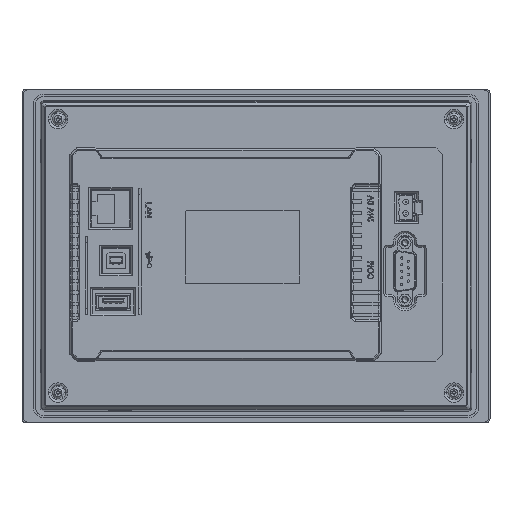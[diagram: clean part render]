
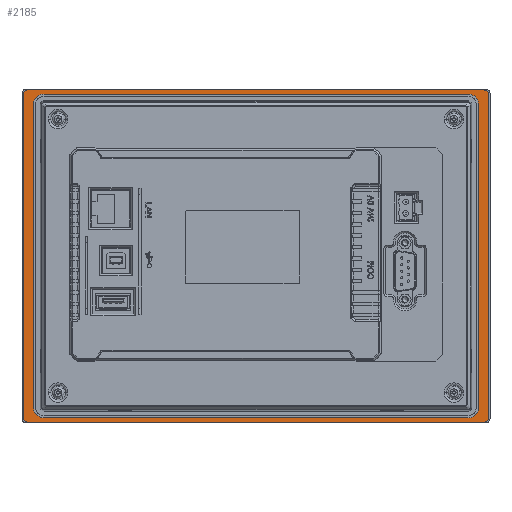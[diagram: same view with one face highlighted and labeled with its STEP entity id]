
A CAD part, top view. The second image highlights one B-rep face of the part: STEP entity #2185.
In plain terms, the highlighted planar face has unit normal (0, 0, 1).
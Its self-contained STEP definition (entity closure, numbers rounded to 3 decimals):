
#433=FACE_BOUND('',#7972,.T.);
#2185=ADVANCED_FACE('',(#5018,#433),#47149,.T.);
#5018=FACE_OUTER_BOUND('',#7971,.T.);
#7971=EDGE_LOOP('',(#18444,#18445,#18446,#18447,#18448,#18449,#18450,#18451));
#7972=EDGE_LOOP('',(#18452,#18453,#18454,#18455,#18456,#18457,#18458,#18459));
#18444=ORIENTED_EDGE('',*,*,#29360,.F.);
#18445=ORIENTED_EDGE('',*,*,#29348,.F.);
#18446=ORIENTED_EDGE('',*,*,#29361,.F.);
#18447=ORIENTED_EDGE('',*,*,#29345,.T.);
#18448=ORIENTED_EDGE('',*,*,#29362,.F.);
#18449=ORIENTED_EDGE('',*,*,#29342,.T.);
#18450=ORIENTED_EDGE('',*,*,#29363,.F.);
#18451=ORIENTED_EDGE('',*,*,#29339,.T.);
#18452=ORIENTED_EDGE('',*,*,#29353,.F.);
#18453=ORIENTED_EDGE('',*,*,#29354,.F.);
#18454=ORIENTED_EDGE('',*,*,#29355,.F.);
#18455=ORIENTED_EDGE('',*,*,#29356,.F.);
#18456=ORIENTED_EDGE('',*,*,#29357,.F.);
#18457=ORIENTED_EDGE('',*,*,#29358,.F.);
#18458=ORIENTED_EDGE('',*,*,#29359,.F.);
#18459=ORIENTED_EDGE('',*,*,#29352,.F.);
#29339=EDGE_CURVE('',#43300,#43299,#37498,.T.);
#29342=EDGE_CURVE('',#43302,#43301,#37501,.T.);
#29345=EDGE_CURVE('',#43304,#43303,#37504,.T.);
#29348=EDGE_CURVE('',#43305,#43298,#37507,.T.);
#29352=EDGE_CURVE('',#43306,#43307,#33164,.T.);
#29353=EDGE_CURVE('',#43308,#43306,#37511,.T.);
#29354=EDGE_CURVE('',#43309,#43308,#33165,.T.);
#29355=EDGE_CURVE('',#43310,#43309,#37512,.T.);
#29356=EDGE_CURVE('',#43311,#43310,#33166,.T.);
#29357=EDGE_CURVE('',#43312,#43311,#37513,.T.);
#29358=EDGE_CURVE('',#43313,#43312,#33167,.T.);
#29359=EDGE_CURVE('',#43307,#43313,#37514,.T.);
#29360=EDGE_CURVE('',#43298,#43299,#33168,.T.);
#29361=EDGE_CURVE('',#43304,#43305,#33169,.T.);
#29362=EDGE_CURVE('',#43302,#43303,#33170,.T.);
#29363=EDGE_CURVE('',#43300,#43301,#33171,.T.);
#33164=(
BOUNDED_CURVE()
B_SPLINE_CURVE(2,(#83536,#83537,#83538),.UNSPECIFIED.,.F.,.F.)
B_SPLINE_CURVE_WITH_KNOTS((3,3),(-7.461,0.),.UNSPECIFIED.)
CURVE()
GEOMETRIC_REPRESENTATION_ITEM()
RATIONAL_B_SPLINE_CURVE((1.,0.707,1.))
REPRESENTATION_ITEM('')
);
#33165=(
BOUNDED_CURVE()
B_SPLINE_CURVE(2,(#83541,#83542,#83543),.UNSPECIFIED.,.F.,.F.)
B_SPLINE_CURVE_WITH_KNOTS((3,3),(-7.461,0.),.UNSPECIFIED.)
CURVE()
GEOMETRIC_REPRESENTATION_ITEM()
RATIONAL_B_SPLINE_CURVE((1.,0.707,1.))
REPRESENTATION_ITEM('')
);
#33166=(
BOUNDED_CURVE()
B_SPLINE_CURVE(2,(#83546,#83547,#83548),.UNSPECIFIED.,.F.,.F.)
B_SPLINE_CURVE_WITH_KNOTS((3,3),(-7.461,0.),.UNSPECIFIED.)
CURVE()
GEOMETRIC_REPRESENTATION_ITEM()
RATIONAL_B_SPLINE_CURVE((1.,0.707,1.))
REPRESENTATION_ITEM('')
);
#33167=(
BOUNDED_CURVE()
B_SPLINE_CURVE(2,(#83551,#83552,#83553),.UNSPECIFIED.,.F.,.F.)
B_SPLINE_CURVE_WITH_KNOTS((3,3),(-7.461,0.),.UNSPECIFIED.)
CURVE()
GEOMETRIC_REPRESENTATION_ITEM()
RATIONAL_B_SPLINE_CURVE((1.,0.707,1.))
REPRESENTATION_ITEM('')
);
#33168=(
BOUNDED_CURVE()
B_SPLINE_CURVE(2,(#83556,#83557,#83558),.UNSPECIFIED.,.F.,.F.)
B_SPLINE_CURVE_WITH_KNOTS((3,3),(-3.142,0.),.UNSPECIFIED.)
CURVE()
GEOMETRIC_REPRESENTATION_ITEM()
RATIONAL_B_SPLINE_CURVE((1.,0.707,1.))
REPRESENTATION_ITEM('')
);
#33169=(
BOUNDED_CURVE()
B_SPLINE_CURVE(2,(#83559,#83560,#83561),.UNSPECIFIED.,.F.,.F.)
B_SPLINE_CURVE_WITH_KNOTS((3,3),(-3.142,0.),.UNSPECIFIED.)
CURVE()
GEOMETRIC_REPRESENTATION_ITEM()
RATIONAL_B_SPLINE_CURVE((1.,0.707,1.))
REPRESENTATION_ITEM('')
);
#33170=(
BOUNDED_CURVE()
B_SPLINE_CURVE(2,(#83562,#83563,#83564),.UNSPECIFIED.,.F.,.F.)
B_SPLINE_CURVE_WITH_KNOTS((3,3),(-3.142,0.),.UNSPECIFIED.)
CURVE()
GEOMETRIC_REPRESENTATION_ITEM()
RATIONAL_B_SPLINE_CURVE((1.,0.707,1.))
REPRESENTATION_ITEM('')
);
#33171=(
BOUNDED_CURVE()
B_SPLINE_CURVE(2,(#83565,#83566,#83567),.UNSPECIFIED.,.F.,.F.)
B_SPLINE_CURVE_WITH_KNOTS((3,3),(-3.142,0.),.UNSPECIFIED.)
CURVE()
GEOMETRIC_REPRESENTATION_ITEM()
RATIONAL_B_SPLINE_CURVE((1.,0.707,1.))
REPRESENTATION_ITEM('')
);
#37498=B_SPLINE_CURVE_WITH_KNOTS('',1,(#83510,#83511),.UNSPECIFIED.,.F.,
 .F.,(2,2),(-200.83,0.),.UNSPECIFIED.);
#37501=B_SPLINE_CURVE_WITH_KNOTS('',1,(#83516,#83517),.UNSPECIFIED.,.F.,
 .F.,(2,2),(-142.181,0.),.UNSPECIFIED.);
#37504=B_SPLINE_CURVE_WITH_KNOTS('',1,(#83522,#83523),.UNSPECIFIED.,.F.,
 .F.,(2,2),(-200.83,0.),.UNSPECIFIED.);
#37507=B_SPLINE_CURVE_WITH_KNOTS('',1,(#83528,#83529),.UNSPECIFIED.,.F.,
 .F.,(2,2),(0.,142.181),.UNSPECIFIED.);
#37511=B_SPLINE_CURVE_WITH_KNOTS('',1,(#83539,#83540),.UNSPECIFIED.,.F.,
 .F.,(2,2),(-186.579,0.),.UNSPECIFIED.);
#37512=B_SPLINE_CURVE_WITH_KNOTS('',1,(#83544,#83545),.UNSPECIFIED.,.F.,
 .F.,(2,2),(-133.081,0.),.UNSPECIFIED.);
#37513=B_SPLINE_CURVE_WITH_KNOTS('',1,(#83549,#83550),.UNSPECIFIED.,.F.,
 .F.,(2,2),(-186.579,0.),.UNSPECIFIED.);
#37514=B_SPLINE_CURVE_WITH_KNOTS('',1,(#83554,#83555),.UNSPECIFIED.,.F.,
 .F.,(2,2),(-133.081,0.),.UNSPECIFIED.);
#43298=VERTEX_POINT('',#83102);
#43299=VERTEX_POINT('',#83103);
#43300=VERTEX_POINT('',#83104);
#43301=VERTEX_POINT('',#83105);
#43302=VERTEX_POINT('',#83106);
#43303=VERTEX_POINT('',#83107);
#43304=VERTEX_POINT('',#83108);
#43305=VERTEX_POINT('',#83109);
#43306=VERTEX_POINT('',#83110);
#43307=VERTEX_POINT('',#83111);
#43308=VERTEX_POINT('',#83112);
#43309=VERTEX_POINT('',#83113);
#43310=VERTEX_POINT('',#83114);
#43311=VERTEX_POINT('',#83115);
#43312=VERTEX_POINT('',#83116);
#43313=VERTEX_POINT('',#83117);
#47149=PLANE('',#49326);
#49326=AXIS2_PLACEMENT_3D('',#80332,#51452,$);
#51452=DIRECTION('',(0.,0.,1.));
#80332=CARTESIAN_POINT('',(-123.523,88.328,7.31));
#83102=CARTESIAN_POINT('',(102.4,-71.081,7.31));
#83103=CARTESIAN_POINT('',(100.4,-73.081,7.31));
#83104=CARTESIAN_POINT('',(-100.43,-73.081,7.31));
#83105=CARTESIAN_POINT('',(-102.43,-71.081,7.31));
#83106=CARTESIAN_POINT('',(-102.43,71.1,7.31));
#83107=CARTESIAN_POINT('',(-100.43,73.1,7.31));
#83108=CARTESIAN_POINT('',(100.4,73.1,7.31));
#83109=CARTESIAN_POINT('',(102.4,71.1,7.31));
#83110=CARTESIAN_POINT('',(93.274,-71.281,7.31));
#83111=CARTESIAN_POINT('',(98.024,-66.531,7.31));
#83112=CARTESIAN_POINT('',(-93.305,-71.281,7.31));
#83113=CARTESIAN_POINT('',(-98.055,-66.531,7.31));
#83114=CARTESIAN_POINT('',(-98.055,66.55,7.31));
#83115=CARTESIAN_POINT('',(-93.305,71.3,7.31));
#83116=CARTESIAN_POINT('',(93.274,71.3,7.31));
#83117=CARTESIAN_POINT('',(98.024,66.55,7.31));
#83510=CARTESIAN_POINT('',(-100.43,-73.081,7.31));
#83511=CARTESIAN_POINT('',(100.4,-73.081,7.31));
#83516=CARTESIAN_POINT('',(-102.43,71.1,7.31));
#83517=CARTESIAN_POINT('',(-102.43,-71.081,7.31));
#83522=CARTESIAN_POINT('',(100.4,73.1,7.31));
#83523=CARTESIAN_POINT('',(-100.43,73.1,7.31));
#83528=CARTESIAN_POINT('',(102.4,71.1,7.31));
#83529=CARTESIAN_POINT('',(102.4,-71.081,7.31));
#83536=CARTESIAN_POINT('',(93.274,-71.281,7.31));
#83537=CARTESIAN_POINT('',(98.024,-71.281,7.31));
#83538=CARTESIAN_POINT('',(98.024,-66.531,7.31));
#83539=CARTESIAN_POINT('',(-93.305,-71.281,7.31));
#83540=CARTESIAN_POINT('',(93.274,-71.281,7.31));
#83541=CARTESIAN_POINT('',(-98.055,-66.531,7.31));
#83542=CARTESIAN_POINT('',(-98.055,-71.281,7.31));
#83543=CARTESIAN_POINT('',(-93.305,-71.281,7.31));
#83544=CARTESIAN_POINT('',(-98.055,66.55,7.31));
#83545=CARTESIAN_POINT('',(-98.055,-66.531,7.31));
#83546=CARTESIAN_POINT('',(-93.305,71.3,7.31));
#83547=CARTESIAN_POINT('',(-98.055,71.3,7.31));
#83548=CARTESIAN_POINT('',(-98.055,66.55,7.31));
#83549=CARTESIAN_POINT('',(93.274,71.3,7.31));
#83550=CARTESIAN_POINT('',(-93.305,71.3,7.31));
#83551=CARTESIAN_POINT('',(98.024,66.55,7.31));
#83552=CARTESIAN_POINT('',(98.024,71.3,7.31));
#83553=CARTESIAN_POINT('',(93.274,71.3,7.31));
#83554=CARTESIAN_POINT('',(98.024,-66.531,7.31));
#83555=CARTESIAN_POINT('',(98.024,66.55,7.31));
#83556=CARTESIAN_POINT('',(102.4,-71.081,7.31));
#83557=CARTESIAN_POINT('',(102.4,-73.081,7.31));
#83558=CARTESIAN_POINT('',(100.4,-73.081,7.31));
#83559=CARTESIAN_POINT('',(100.4,73.1,7.31));
#83560=CARTESIAN_POINT('',(102.4,73.1,7.31));
#83561=CARTESIAN_POINT('',(102.4,71.1,7.31));
#83562=CARTESIAN_POINT('',(-102.43,71.1,7.31));
#83563=CARTESIAN_POINT('',(-102.43,73.1,7.31));
#83564=CARTESIAN_POINT('',(-100.43,73.1,7.31));
#83565=CARTESIAN_POINT('',(-100.43,-73.081,7.31));
#83566=CARTESIAN_POINT('',(-102.43,-73.081,7.31));
#83567=CARTESIAN_POINT('',(-102.43,-71.081,7.31));
